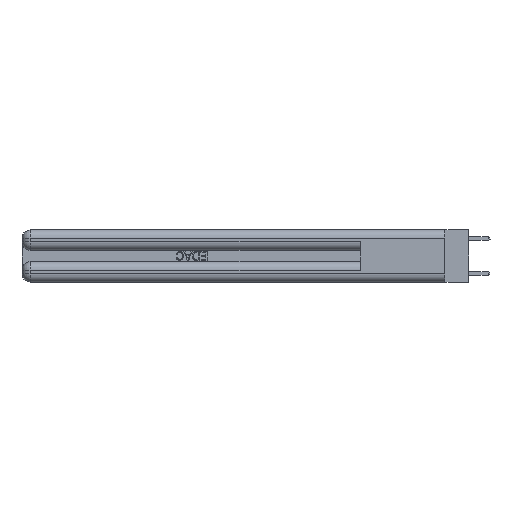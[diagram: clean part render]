
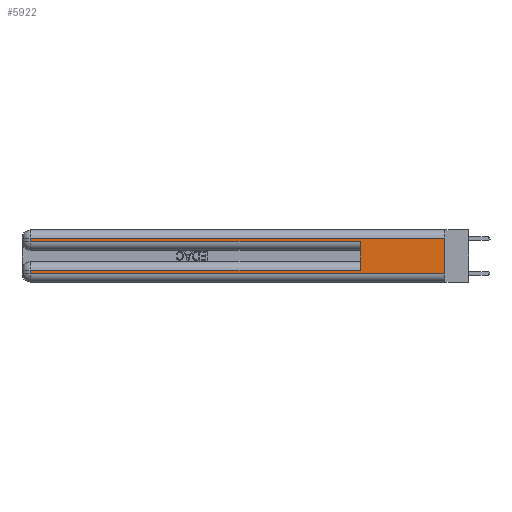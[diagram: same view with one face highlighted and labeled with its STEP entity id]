
A CAD part, left-side view. The second image highlights one B-rep face of the part: STEP entity #5922.
In plain terms, the highlighted planar face has unit normal (-1, 0, 0).
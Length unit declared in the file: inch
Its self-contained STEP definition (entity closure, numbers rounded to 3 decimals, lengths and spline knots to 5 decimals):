
#1340 = VERTEX_POINT ( 'NONE', #24353 ) ;
#1693 = CARTESIAN_POINT ( 'NONE',  ( 0., 0., 0.37 ) ) ;
#1900 = ORIENTED_EDGE ( 'NONE', *, *, #13280, .T. ) ;
#1981 = EDGE_CURVE ( 'NONE', #28528, #23011, #30886, .T. ) ;
#2023 = ORIENTED_EDGE ( 'NONE', *, *, #28469, .T. ) ;
#2725 = CARTESIAN_POINT ( 'NONE',  ( 0., 2.94, 0.085 ) ) ;
#3460 = DIRECTION ( 'NONE',  ( 0., -1., 0. ) ) ;
#3532 = CARTESIAN_POINT ( 'NONE',  ( 0., 0.6, 0.285 ) ) ;
#4610 = EDGE_CURVE ( 'NONE', #13173, #5766, #25607, .T. ) ;
#5766 = VERTEX_POINT ( 'NONE', #3532 ) ;
#5922 = ADVANCED_FACE ( 'NONE', ( #30583 ), #28278, .F. ) ;
#6345 = VECTOR ( 'NONE', #31047, 39.37008 ) ;
#7435 = DIRECTION ( 'NONE',  ( 0., 0., -1. ) ) ;
#7908 = CARTESIAN_POINT ( 'NONE',  ( 0., 0., 0.31 ) ) ;
#8564 = LINE ( 'NONE', #12100, #14255 ) ;
#9207 = VECTOR ( 'NONE', #24702, 39.37008 ) ;
#10817 = ORIENTED_EDGE ( 'NONE', *, *, #4610, .F. ) ;
#12059 = VECTOR ( 'NONE', #3460, 39.37008 ) ;
#12100 = CARTESIAN_POINT ( 'NONE',  ( 0., 0., 0.31 ) ) ;
#13173 = VERTEX_POINT ( 'NONE', #15128 ) ;
#13280 = EDGE_CURVE ( 'NONE', #20480, #5766, #18495, .T. ) ;
#13782 = ORIENTED_EDGE ( 'NONE', *, *, #16650, .T. ) ;
#13804 = LINE ( 'NONE', #29013, #20248 ) ;
#13903 = DIRECTION ( 'NONE',  ( 1., 0., 0. ) ) ;
#14255 = VECTOR ( 'NONE', #16890, 39.37008 ) ;
#14630 = EDGE_CURVE ( 'NONE', #28528, #1340, #8564, .T. ) ;
#14646 = DIRECTION ( 'NONE',  ( 0., 0., -1. ) ) ;
#15128 = CARTESIAN_POINT ( 'NONE',  ( 0., 0.6, 0.085 ) ) ;
#16650 = EDGE_CURVE ( 'NONE', #28418, #20888, #13804, .T. ) ;
#16890 = DIRECTION ( 'NONE',  ( 0., 1., 0. ) ) ;
#17163 = CARTESIAN_POINT ( 'NONE',  ( 0., 2.94, 0.06 ) ) ;
#17334 = ORIENTED_EDGE ( 'NONE', *, *, #14630, .T. ) ;
#18495 = LINE ( 'NONE', #29856, #12059 ) ;
#19550 = CARTESIAN_POINT ( 'NONE',  ( 0., 0., 0.06 ) ) ;
#19605 = CARTESIAN_POINT ( 'NONE',  ( 0., 0., 0.37 ) ) ;
#20248 = VECTOR ( 'NONE', #14646, 39.37008 ) ;
#20480 = VERTEX_POINT ( 'NONE', #29984 ) ;
#20697 = CARTESIAN_POINT ( 'NONE',  ( 0., 2.94, 0.37 ) ) ;
#20888 = VERTEX_POINT ( 'NONE', #17163 ) ;
#21536 = CARTESIAN_POINT ( 'NONE',  ( 0., 0.6, 0.145 ) ) ;
#22138 = DIRECTION ( 'NONE',  ( 0., -1., 0. ) ) ;
#22303 = CARTESIAN_POINT ( 'NONE',  ( 0., 0., 0.085 ) ) ;
#22741 = VECTOR ( 'NONE', #25411, 39.37008 ) ;
#23011 = VERTEX_POINT ( 'NONE', #19550 ) ;
#24353 = CARTESIAN_POINT ( 'NONE',  ( 0., 2.94, 0.31 ) ) ;
#24434 = CARTESIAN_POINT ( 'NONE',  ( 0., 0., 0.06 ) ) ;
#24702 = DIRECTION ( 'NONE',  ( 0., 1., 0. ) ) ;
#24968 = VECTOR ( 'NONE', #22138, 39.37008 ) ;
#25411 = DIRECTION ( 'NONE',  ( 0., 0., -1. ) ) ;
#25607 = LINE ( 'NONE', #21536, #6345 ) ;
#25947 = EDGE_LOOP ( 'NONE', ( #28542, #17334, #27686, #1900, #10817, #2023, #13782, #26386 ) ) ;
#26386 = ORIENTED_EDGE ( 'NONE', *, *, #30645, .T. ) ;
#27686 = ORIENTED_EDGE ( 'NONE', *, *, #30277, .T. ) ;
#28278 = PLANE ( 'NONE',  #29544 ) ;
#28418 = VERTEX_POINT ( 'NONE', #2725 ) ;
#28469 = EDGE_CURVE ( 'NONE', #13173, #28418, #29170, .T. ) ;
#28528 = VERTEX_POINT ( 'NONE', #7908 ) ;
#28542 = ORIENTED_EDGE ( 'NONE', *, *, #1981, .F. ) ;
#28881 = LINE ( 'NONE', #24434, #24968 ) ;
#29013 = CARTESIAN_POINT ( 'NONE',  ( 0., 2.94, 0.37 ) ) ;
#29060 = LINE ( 'NONE', #20697, #22741 ) ;
#29170 = LINE ( 'NONE', #22303, #9207 ) ;
#29544 = AXIS2_PLACEMENT_3D ( 'NONE', #1693, #13903, #30622 ) ;
#29856 = CARTESIAN_POINT ( 'NONE',  ( 0., 0., 0.285 ) ) ;
#29984 = CARTESIAN_POINT ( 'NONE',  ( 0., 2.94, 0.285 ) ) ;
#30151 = VECTOR ( 'NONE', #7435, 39.37008 ) ;
#30277 = EDGE_CURVE ( 'NONE', #1340, #20480, #29060, .T. ) ;
#30583 = FACE_OUTER_BOUND ( 'NONE', #25947, .T. ) ;
#30622 = DIRECTION ( 'NONE',  ( 0., 0., -1. ) ) ;
#30645 = EDGE_CURVE ( 'NONE', #20888, #23011, #28881, .T. ) ;
#30886 = LINE ( 'NONE', #19605, #30151 ) ;
#31047 = DIRECTION ( 'NONE',  ( 0., 0., 1. ) ) ;
